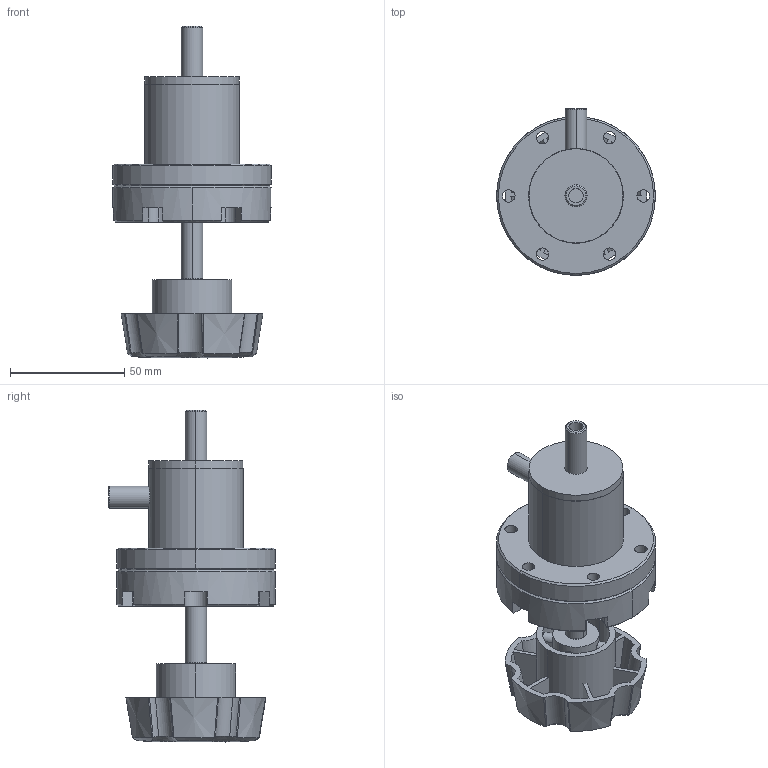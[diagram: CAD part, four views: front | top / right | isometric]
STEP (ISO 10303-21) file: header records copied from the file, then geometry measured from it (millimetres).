
FILE_DESCRIPTION (( 'STEP AP214' ), '1' );
FILE_NAME ('MA-380-H_MANUAL_VALVE.STEP', '2020-05-13T08:35:32', ( 'admin' ), ( 'Microsoft' ), 'SwSTEP 2.0', 'SolidWorks 2016', '' );
FILE_SCHEMA (( 'AUTOMOTIVE_DESIGN' ));
Length unit declared in the file: inch
Products named in the file (1): MA-380-H_MANUAL_VALVE
Bounding box: 69.34 x 72.77 x 145.1 mm (x, y, z)
Volume: 126838.4 mm3; surface area: 65902.6 mm2
Topology: 10 solids, 10 shells, 301 faces, 787 edges, 520 vertices
Faces by surface type: cylinder 122, plane 90, cone 72, bspline 16, sphere 1
Entity records: 11012 total; most frequent: CARTESIAN_POINT 3556, ORIENTED_EDGE 1574, DIRECTION 1459, EDGE_CURVE 787, AXIS2_PLACEMENT_3D 591, VERTEX_POINT 520, EDGE_LOOP 357, CIRCLE 305
